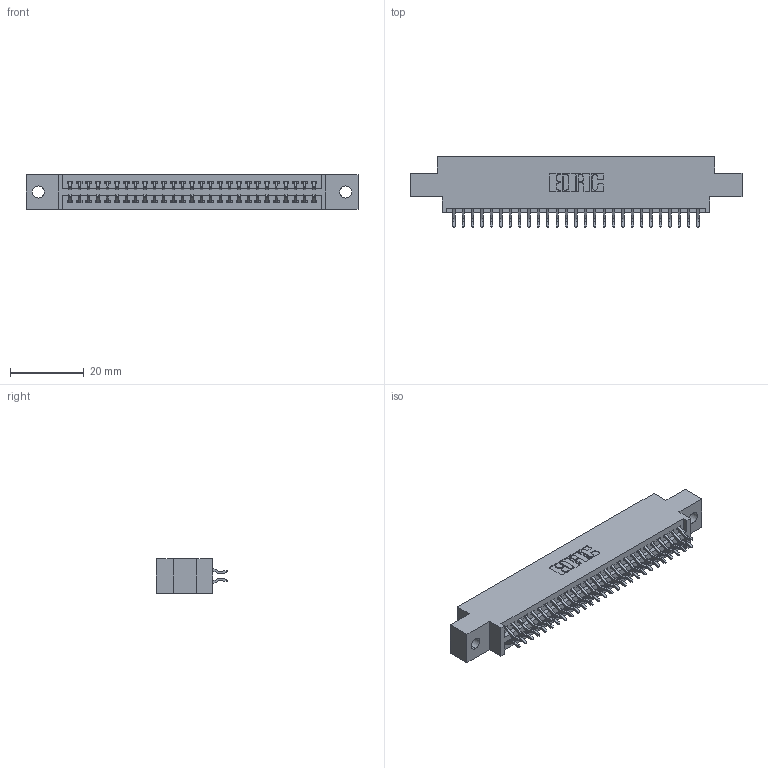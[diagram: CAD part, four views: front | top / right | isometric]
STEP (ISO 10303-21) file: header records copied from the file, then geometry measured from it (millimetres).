
FILE_DESCRIPTION (( 'STEP AP203' ), '1' );
FILE_NAME ('395-054-556-802.STEP', '2019-10-19T17:31:58', ( '' ), ( '' ), 'SwSTEP 2.0', 'SolidWorks 2016', '' );
FILE_SCHEMA (( 'CONFIG_CONTROL_DESIGN' ));
Length unit declared in the file: inch
Products named in the file (3): 345 Part_0.170 Offset - 0.128 Dia; 345-292-001_556 Tail; 395-054-556-802
Assembly tree (55 placements, depth 2):
  395-054-556-802
    345 Part_0.170 Offset - 0.128 Dia
    345-292-001_556 Tail  x54
Bounding box: 89.79 x 19.24 x 9.4 mm (x, y, z)
Volume: 8430.8 mm3; surface area: 11995 mm2
Topology: 55 solids, 55 shells, 3154 faces, 9371 edges, 6174 vertices
Faces by surface type: plane 2082, cylinder 1072
Entity records: 23559 total; most frequent: CARTESIAN_POINT 3980, ORIENTED_EDGE 3902, DIRECTION 3515, EDGE_CURVE 1951, VECTOR 1703, LINE 1703, VERTEX_POINT 1298, AXIS2_PLACEMENT_3D 906
